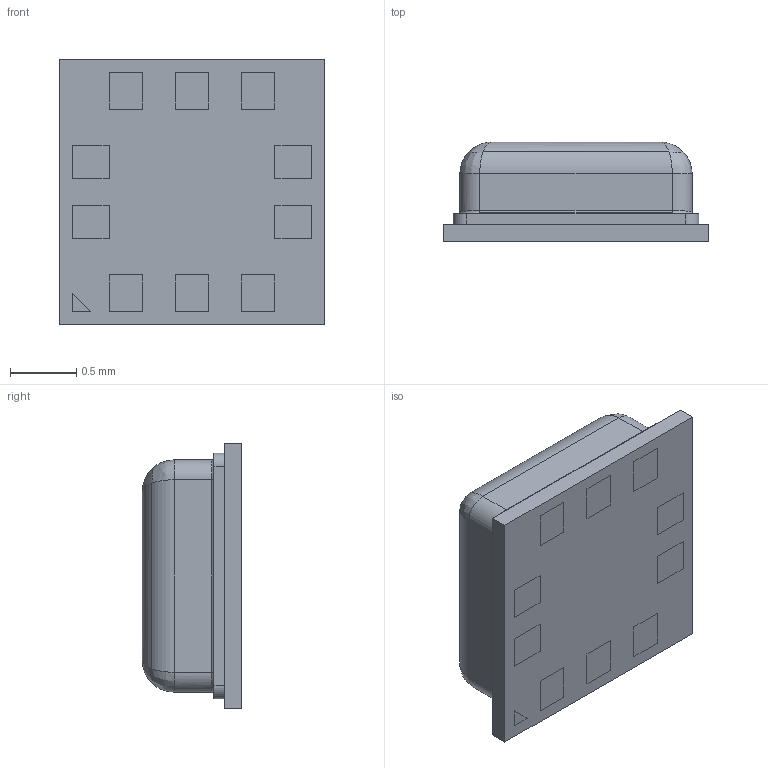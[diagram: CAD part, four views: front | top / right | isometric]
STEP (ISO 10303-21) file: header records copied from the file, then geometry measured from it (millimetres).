
FILE_DESCRIPTION (( 'STEP AP214' ), '1' );
FILE_NAME ('ENS220S-BLGT.STEP', '2023-09-28T06:32:09', ( '' ), ( '' ), 'SwSTEP 2.0', 'SolidWorks 2021', '' );
FILE_SCHEMA (( 'AUTOMOTIVE_DESIGN' ));
Length unit declared in the file: millimetre
Products named in the file (2): ENS220S-BLGT
Assembly tree (1 placements, depth 2):
  ENS220S-BLGT
    ENS220S-BLGT
Bounding box: 2 x 0.75 x 2 mm (x, y, z)
Volume: 1 mm3; surface area: 24.5 mm2
Topology: 13 solids, 13 shells, 335 faces, 842 edges, 552 vertices
Faces by surface type: plane 219, bspline 80, cylinder 32, torus 4
Entity records: 10964 total; most frequent: CARTESIAN_POINT 3189, ORIENTED_EDGE 1676, DIRECTION 1232, EDGE_CURVE 838, LINE 618, VECTOR 618, VERTEX_POINT 552, EDGE_LOOP 360
